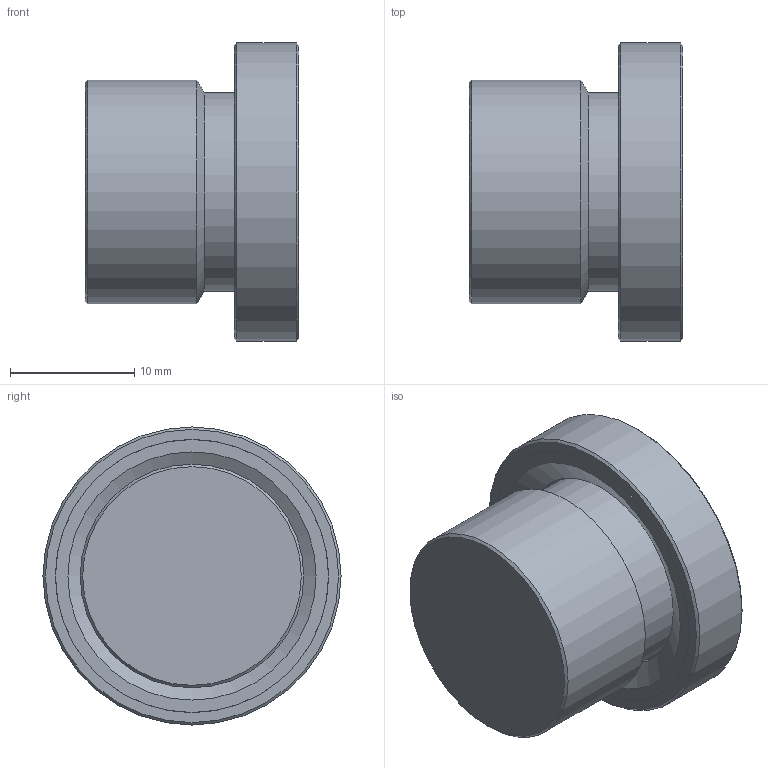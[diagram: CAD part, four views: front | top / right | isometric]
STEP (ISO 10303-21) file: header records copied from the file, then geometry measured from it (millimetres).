
FILE_DESCRIPTION(/* description */ (''),/* implementation_level */ '2;1');
FILE_NAME(/* name */ 'vsti_18x1_5-la.stp',/* time_stamp */ '2018-11-26T13:43:32+01:00',/* author */ ('leitheußer'),/* organization */ (''),/* preprocessor_version */ 'ST-DEVELOPER v15.6',/* originating_system */ 'Autodesk Inventor LT ',/* authorisation */ '');
FILE_SCHEMA (('AUTOMOTIVE_DESIGN { 1 0 10303 214 3 1 1 }'));
Length unit declared in the file: millimetre
Products named in the file (1): VSTI 18x1.5
Bounding box: 17.2 x 24 x 24 mm (x, y, z)
Volume: 4644.1 mm3; surface area: 2922.6 mm2
Topology: 2 solids, 2 shells, 33 faces, 69 edges, 43 vertices
Faces by surface type: plane 19, cylinder 7, cone 7
Full cylindrical faces by diameter (mm): 8 x1, 16 x1, 16.38 x1, 18 x1, 21.98 x1, 22 x1, 24 x1
Entity records: 833 total; most frequent: CARTESIAN_POINT 156, DIRECTION 136, ORIENTED_EDGE 110, AXIS2_PLACEMENT_3D 59, EDGE_CURVE 55, EDGE_LOOP 52, VERTEX_POINT 43, FACE_OUTER_BOUND 33
